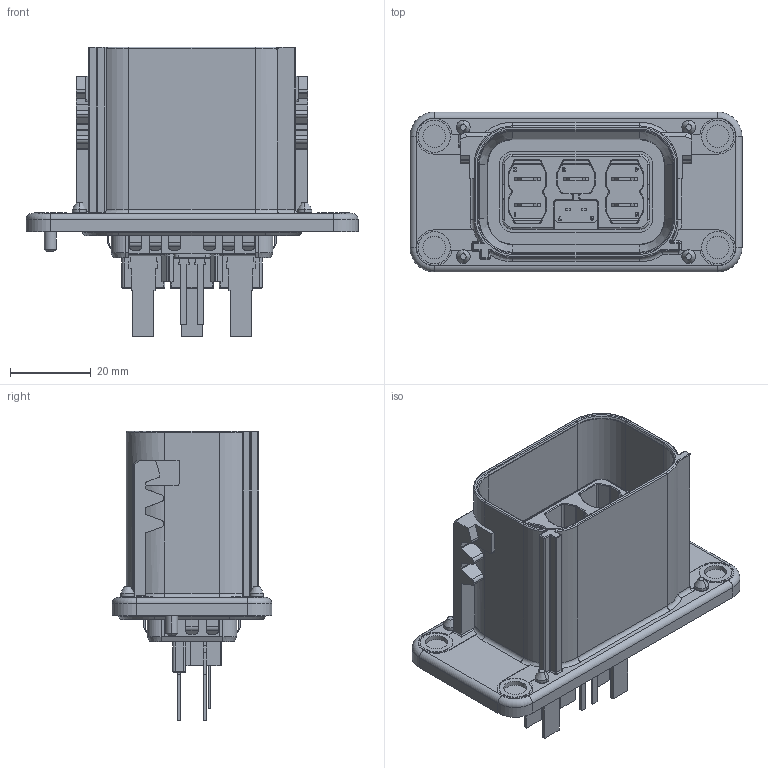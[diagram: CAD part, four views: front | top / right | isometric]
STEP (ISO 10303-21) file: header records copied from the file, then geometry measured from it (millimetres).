
FILE_DESCRIPTION((''),'2;1');
FILE_NAME('C-2236454-1','2018-09-28T',('workeradm'),('TE Connectivity Ltd.'),'CREO PARAMETRIC BY PTC INC, 2016050','CREO PARAMETRIC BY PTC INC, 2016050','');
FILE_SCHEMA(('AUTOMOTIVE_DESIGN { 1 0 10303 214 1 1 1 1 }'));
Length unit declared in the file: millimetre
Products named in the file (1): C-2236454-1
Bounding box: 82 x 39.5 x 71.6 mm (x, y, z)
Volume: 43364.9 mm3; surface area: 32231.9 mm2
Topology: 1 solids, 1 shells, 1636 faces, 4343 edges, 2785 vertices
Faces by surface type: plane 1067, cylinder 394, cone 86, torus 65, bspline 14, sphere 10
Entity records: 52975 total; most frequent: CARTESIAN_POINT 11806, ORIENTED_EDGE 8686, DIRECTION 8411, EDGE_CURVE 4343, VECTOR 3311, LINE 3311, VERTEX_POINT 2785, AXIS2_PLACEMENT_3D 2550
